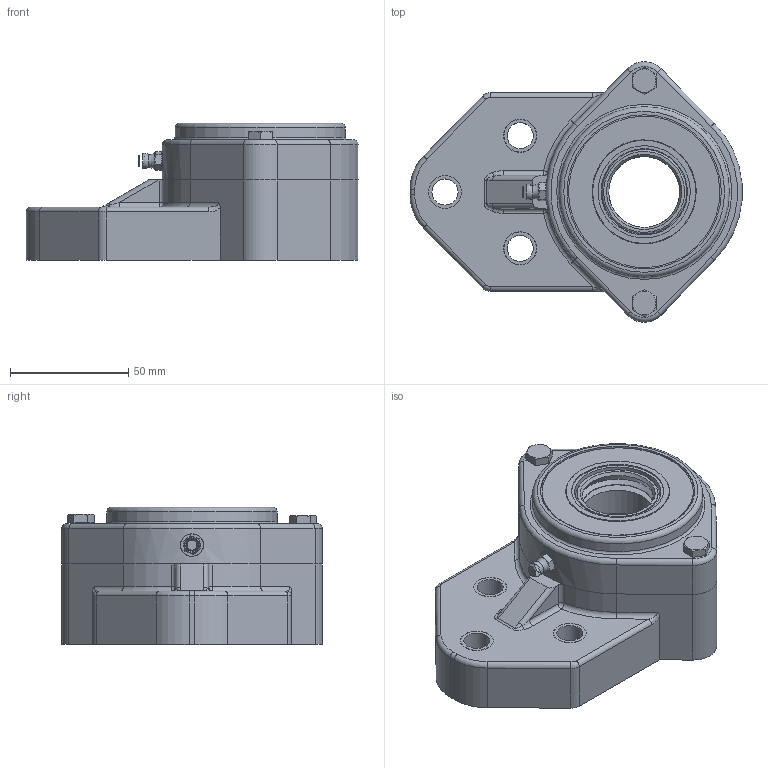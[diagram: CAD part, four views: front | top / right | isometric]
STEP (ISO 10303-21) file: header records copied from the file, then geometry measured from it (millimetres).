
FILE_DESCRIPTION(/* description */ (''),/* implementation_level */ '2;1');
FILE_NAME(/* name */ 'NGB30F31.stp',/* time_stamp */ '2024-09-27T08:43:49+02:00',/* author */ ('rkk'),/* organization */ (''),/* preprocessor_version */ 'ST-DEVELOPER v19.2',/* originating_system */ 'Autodesk Inventor 2023',/* authorisation */ '');
FILE_SCHEMA (('AUTOMOTIVE_DESIGN { 1 0 10303 214 3 1 1 }'));
Length unit declared in the file: millimetre
Products named in the file (1): Part24
Bounding box: 140.35 x 110 x 58.15 mm (x, y, z)
Volume: 335571.4 mm3; surface area: 87397.9 mm2
Topology: 6 solids, 15 shells, 368 faces, 852 edges, 541 vertices
Faces by surface type: cylinder 128, plane 127, cone 58, torus 40, bspline 8, sphere 7
Full cylindrical faces by diameter (mm): 2.4 x1, 3 x4, 4.917 x2, 5.459 x2, 6 x4, 6.5 x2, 8 x1, 8.7 x1, 9 x2, 11 x3, 14 x3, 30 x2, 34.2 x2, 36.5 x2, 37.4 x2, 39 x2, 40 x3, 40.25 x2, 42.15 x1, 43.6 x1, 44 x2, 51.65 x1, 53.55 x4, 64 x2, 65.2 x1, 70.2 x2, 72 x1, 77 x2, 79.8 x2
Entity records: 11927 total; most frequent: CARTESIAN_POINT 2753, DIRECTION 1942, ORIENTED_EDGE 1718, EDGE_CURVE 859, AXIS2_PLACEMENT_3D 828, VERTEX_POINT 567, CIRCLE 453, EDGE_LOOP 449
